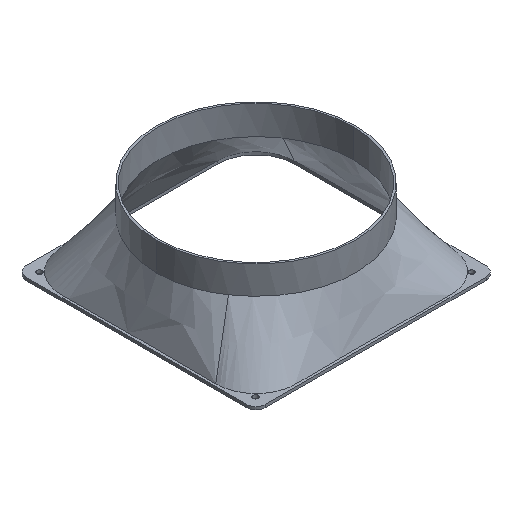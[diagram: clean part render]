
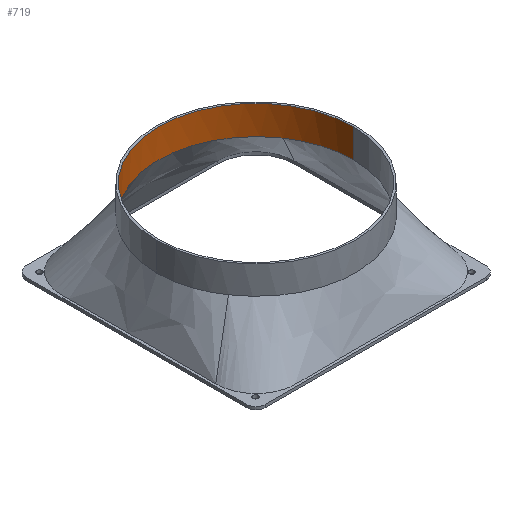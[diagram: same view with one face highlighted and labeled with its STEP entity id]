
A CAD part, isometric view. The second image highlights one B-rep face of the part: STEP entity #719.
In plain terms, the highlighted cylindrical face has radius 101.6 mm (diameter 203.2 mm), a partial arc.
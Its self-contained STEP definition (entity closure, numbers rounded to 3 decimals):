
#25 = VERTEX_POINT ( 'NONE', #3674 ) ;
#67 = ORIENTED_EDGE ( 'NONE', *, *, #2814, .F. ) ;
#135 = ORIENTED_EDGE ( 'NONE', *, *, #2199, .T. ) ;
#320 = VERTEX_POINT ( 'NONE', #3635 ) ;
#331 = VECTOR ( 'NONE', #601, 1000. ) ;
#360 = EDGE_CURVE ( 'NONE', #25, #2642, #937, .T. ) ;
#408 = CARTESIAN_POINT ( 'NONE',  ( 107.621, 56.358, 50. ) ) ;
#445 = CIRCLE ( 'NONE', #2978, 101.6 ) ;
#456 = CARTESIAN_POINT ( 'NONE',  ( 23.084, 0., 80. ) ) ;
#601 = DIRECTION ( 'NONE',  ( 0., 0., -1. ) ) ;
#613 = EDGE_CURVE ( 'NONE', #2642, #4367, #445, .T. ) ;
#664 = CARTESIAN_POINT ( 'NONE',  ( 23.084, 0., 50. ) ) ;
#689 = DIRECTION ( 'NONE',  ( 0., 0., -1. ) ) ;
#719 = ADVANCED_FACE ( 'NONE', ( #1413 ), #2720, .F. ) ;
#865 = CARTESIAN_POINT ( 'NONE',  ( 124.684, 0., 80. ) ) ;
#937 = LINE ( 'NONE', #865, #331 ) ;
#1384 = ORIENTED_EDGE ( 'NONE', *, *, #2784, .T. ) ;
#1390 = AXIS2_PLACEMENT_3D ( 'NONE', #456, #2488, #4276 ) ;
#1413 = FACE_OUTER_BOUND ( 'NONE', #3728, .T. ) ;
#1697 = DIRECTION ( 'NONE',  ( 0., 0., 1. ) ) ;
#2045 = CARTESIAN_POINT ( 'NONE',  ( 23.084, 0., 80. ) ) ;
#2119 = VECTOR ( 'NONE', #3410, 1000. ) ;
#2123 = CARTESIAN_POINT ( 'NONE',  ( -78.516, 0., 80. ) ) ;
#2172 = CIRCLE ( 'NONE', #1390, 101.6 ) ;
#2199 = EDGE_CURVE ( 'NONE', #25, #4188, #2172, .T. ) ;
#2383 = DIRECTION ( 'NONE',  ( 1., 0., 0. ) ) ;
#2442 = DIRECTION ( 'NONE',  ( 1., 0., 0. ) ) ;
#2488 = DIRECTION ( 'NONE',  ( 0., 0., 1. ) ) ;
#2596 = LINE ( 'NONE', #2123, #2119 ) ;
#2642 = VERTEX_POINT ( 'NONE', #4298 ) ;
#2720 = CYLINDRICAL_SURFACE ( 'NONE', #2763, 101.6 ) ;
#2763 = AXIS2_PLACEMENT_3D ( 'NONE', #2045, #689, #3712 ) ;
#2773 = CIRCLE ( 'NONE', #3487, 101.6 ) ;
#2784 = EDGE_CURVE ( 'NONE', #4188, #320, #2596, .T. ) ;
#2814 = EDGE_CURVE ( 'NONE', #4367, #320, #2773, .T. ) ;
#2862 = ORIENTED_EDGE ( 'NONE', *, *, #613, .F. ) ;
#2978 = AXIS2_PLACEMENT_3D ( 'NONE', #4063, #3124, #2383 ) ;
#3124 = DIRECTION ( 'NONE',  ( 0., 0., 1. ) ) ;
#3410 = DIRECTION ( 'NONE',  ( 0., 0., -1. ) ) ;
#3487 = AXIS2_PLACEMENT_3D ( 'NONE', #664, #1697, #2442 ) ;
#3493 = ORIENTED_EDGE ( 'NONE', *, *, #360, .F. ) ;
#3635 = CARTESIAN_POINT ( 'NONE',  ( -78.516, 0., 50. ) ) ;
#3674 = CARTESIAN_POINT ( 'NONE',  ( 124.684, 0., 80. ) ) ;
#3712 = DIRECTION ( 'NONE',  ( -1., 0., 0. ) ) ;
#3728 = EDGE_LOOP ( 'NONE', ( #3493, #135, #1384, #67, #2862 ) ) ;
#3833 = CARTESIAN_POINT ( 'NONE',  ( -78.516, 0., 80. ) ) ;
#4063 = CARTESIAN_POINT ( 'NONE',  ( 23.084, 0., 50. ) ) ;
#4188 = VERTEX_POINT ( 'NONE', #3833 ) ;
#4276 = DIRECTION ( 'NONE',  ( 1., 0., 0. ) ) ;
#4298 = CARTESIAN_POINT ( 'NONE',  ( 124.684, 0., 50. ) ) ;
#4367 = VERTEX_POINT ( 'NONE', #408 ) ;
